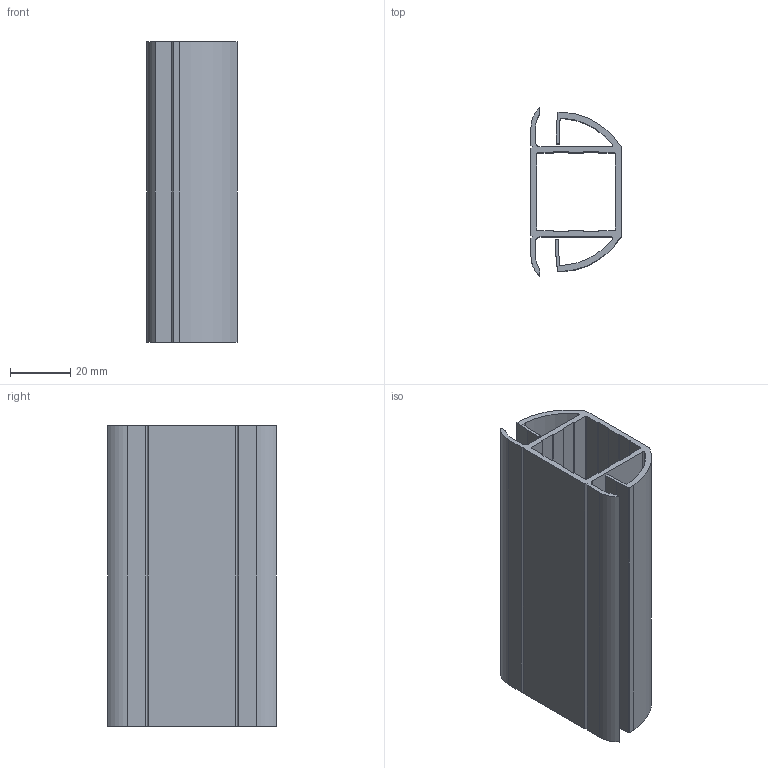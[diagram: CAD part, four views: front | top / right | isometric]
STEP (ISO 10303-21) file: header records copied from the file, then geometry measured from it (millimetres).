
FILE_DESCRIPTION(('STEP AP203'),'2;1');
FILE_NAME('XB28532.stp','2011-03-21T16:33:03',(''),(''),'2009.3.110','THINKDESIGN','');
FILE_SCHEMA(('CONFIG_CONTROL_DESIGN'));
Length unit declared in the file: millimetre
Bounding box: 30 x 56 x 100 mm (x, y, z)
Volume: 36273.3 mm3; surface area: 41265.2 mm2
Topology: 1 solids, 1 shells, 96 faces, 282 edges, 188 vertices
Faces by surface type: plane 68, cylinder 28
Entity records: 3279 total; most frequent: CARTESIAN_POINT 566, ORIENTED_EDGE 564, DIRECTION 530, EDGE_CURVE 282, VECTOR 226, LINE 226, VERTEX_POINT 188, AXIS2_PLACEMENT_3D 152
